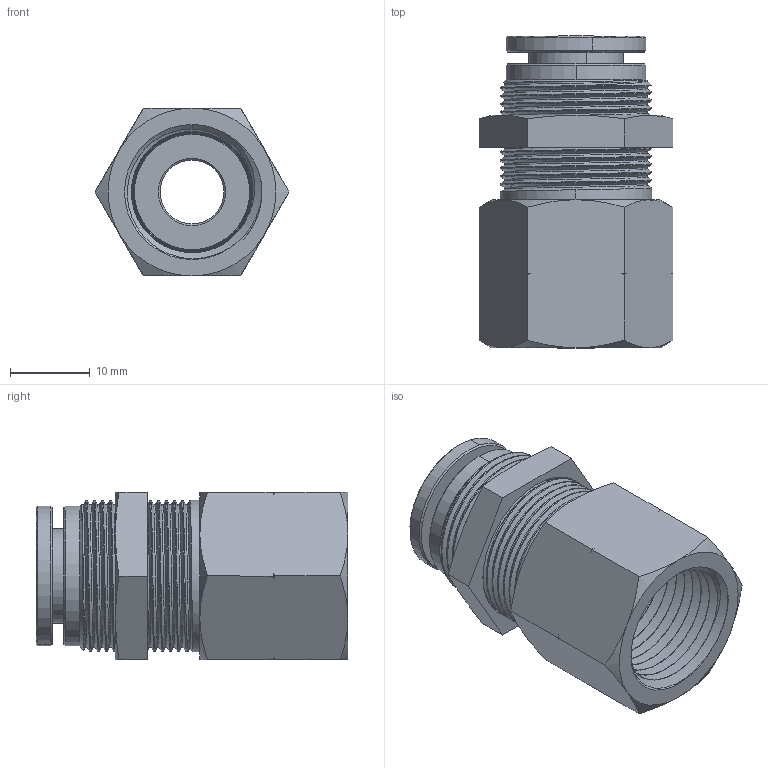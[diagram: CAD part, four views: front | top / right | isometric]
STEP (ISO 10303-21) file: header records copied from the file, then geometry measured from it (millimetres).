
FILE_DESCRIPTION (( 'STEP AP214' ), '1' );
FILE_NAME ('BCS3-8N3-8W.STEP', '2018-07-11T20:32:22', ( '' ), ( '' ), 'SwSTEP 2.0', 'SolidWorks 2016', '' );
FILE_SCHEMA (( 'AUTOMOTIVE_DESIGN' ));
Length unit declared in the file: millimetre
Products named in the file (1): BCS3-8N3-8W
Bounding box: 24.25 x 38.97 x 21 mm (x, y, z)
Volume: 7779.8 mm3; surface area: 9650.7 mm2
Topology: 7 solids, 7 shells, 486 faces, 1560 edges, 1094 vertices
Faces by surface type: cone 178, plane 150, cylinder 97, bspline 59, torus 2
Entity records: 37426 total; most frequent: CARTESIAN_POINT 19606, ORIENTED_EDGE 3120, DIRECTION 1950, EDGE_CURVE 1560, VERTEX_POINT 1094, B_SPLINE_CURVE_WITH_KNOTS 817, AXIS2_PLACEMENT_3D 794, EDGE_LOOP 506
